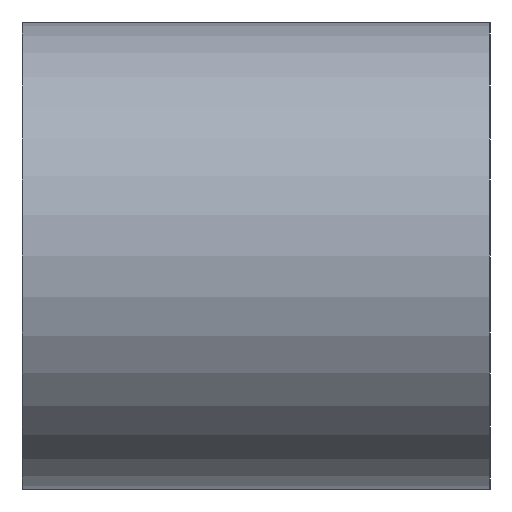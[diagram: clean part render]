
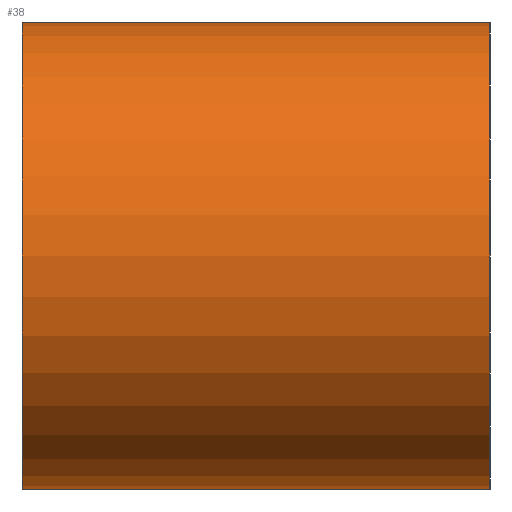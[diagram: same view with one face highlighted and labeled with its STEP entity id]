
A CAD part, left-side view. The second image highlights one B-rep face of the part: STEP entity #38.
In plain terms, the highlighted cylindrical face has radius 2.5 mm (diameter 5 mm), a partial arc.
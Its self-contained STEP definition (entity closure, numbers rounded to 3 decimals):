
#38 = ADVANCED_FACE( '', ( #71 ), #72, .T. );
#71 = FACE_OUTER_BOUND( '', #96, .T. );
#72 = CYLINDRICAL_SURFACE( '', #97, 2.5 );
#96 = EDGE_LOOP( '', ( #135, #136, #137, #138 ) );
#97 = AXIS2_PLACEMENT_3D( '', #139, #140, #141 );
#135 = ORIENTED_EDGE( '', *, *, #166, .T. );
#136 = ORIENTED_EDGE( '', *, *, #154, .F. );
#137 = ORIENTED_EDGE( '', *, *, #156, .F. );
#138 = ORIENTED_EDGE( '', *, *, #164, .T. );
#139 = CARTESIAN_POINT( '', ( -6.5, 2.5, 0. ) );
#140 = DIRECTION( '', ( 0., 1., 0. ) );
#141 = DIRECTION( '', ( 0., 0., -1. ) );
#154 = EDGE_CURVE( '', #174, #169, #176, .T. );
#156 = EDGE_CURVE( '', #178, #174, #179, .T. );
#164 = EDGE_CURVE( '', #178, #188, #190, .T. );
#166 = EDGE_CURVE( '', #188, #169, #192, .T. );
#169 = VERTEX_POINT( '', #195 );
#174 = VERTEX_POINT( '', #202 );
#176 = LINE( '', #205, #206 );
#178 = VERTEX_POINT( '', #208 );
#179 = CIRCLE( '', #209, 2.5 );
#188 = VERTEX_POINT( '', #220 );
#190 = LINE( '', #223, #224 );
#192 = CIRCLE( '', #226, 2.5 );
#195 = CARTESIAN_POINT( '', ( -6.5, -2.5, 2.5 ) );
#202 = CARTESIAN_POINT( '', ( -6.5, 2.5, 2.5 ) );
#205 = CARTESIAN_POINT( '', ( -6.5, 2.5, 2.5 ) );
#206 = VECTOR( '', #231, 1000. );
#208 = CARTESIAN_POINT( '', ( -6.5, 2.5, -2.5 ) );
#209 = AXIS2_PLACEMENT_3D( '', #232, #233, #234 );
#220 = CARTESIAN_POINT( '', ( -6.5, -2.5, -2.5 ) );
#223 = CARTESIAN_POINT( '', ( -6.5, 2.5, -2.5 ) );
#224 = VECTOR( '', #244, 1000. );
#226 = AXIS2_PLACEMENT_3D( '', #245, #246, #247 );
#231 = DIRECTION( '', ( 0., -1., 0. ) );
#232 = CARTESIAN_POINT( '', ( -6.5, 2.5, 0. ) );
#233 = DIRECTION( '', ( 0., 1., 0. ) );
#234 = DIRECTION( '', ( 1., 0., 0. ) );
#244 = DIRECTION( '', ( 0., -1., 0. ) );
#245 = CARTESIAN_POINT( '', ( -6.5, -2.5, 0. ) );
#246 = DIRECTION( '', ( 0., 1., 0. ) );
#247 = DIRECTION( '', ( 1., 0., 0. ) );
